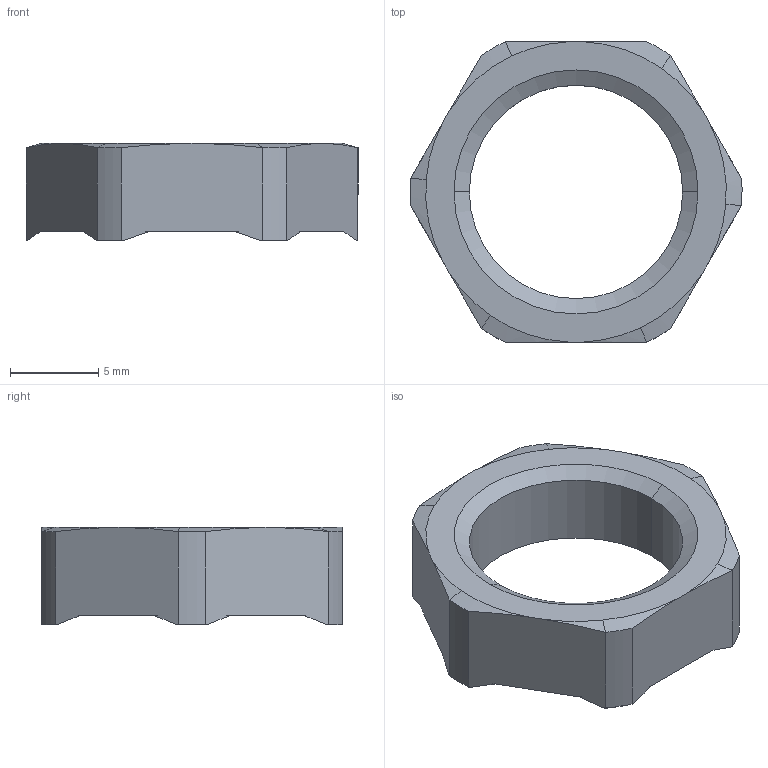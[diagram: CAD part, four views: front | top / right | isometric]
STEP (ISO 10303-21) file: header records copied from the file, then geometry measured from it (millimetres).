
FILE_DESCRIPTION (( 'STEP AP203' ), '1' );
FILE_NAME ('BNEL-01S.step', '2021-11-30T13:50:39', ( '' ), ( '' ), 'SwSTEP 2.0', 'SolidWorks 2021', '' );
FILE_SCHEMA (( 'CONFIG_CONTROL_DESIGN' ));
Length unit declared in the file: millimetre
Products named in the file (1): BNEL-01S
Bounding box: 18.79 x 17 x 5.5 mm (x, y, z)
Volume: 652.2 mm3; surface area: 725.4 mm2
Topology: 1 solids, 1 shells, 46 faces, 122 edges, 78 vertices
Faces by surface type: cone 24, plane 14, cylinder 8
Entity records: 1491 total; most frequent: CARTESIAN_POINT 295, ORIENTED_EDGE 244, DIRECTION 240, EDGE_CURVE 122, AXIS2_PLACEMENT_3D 95, VERTEX_POINT 78, LINE 50, VECTOR 50
